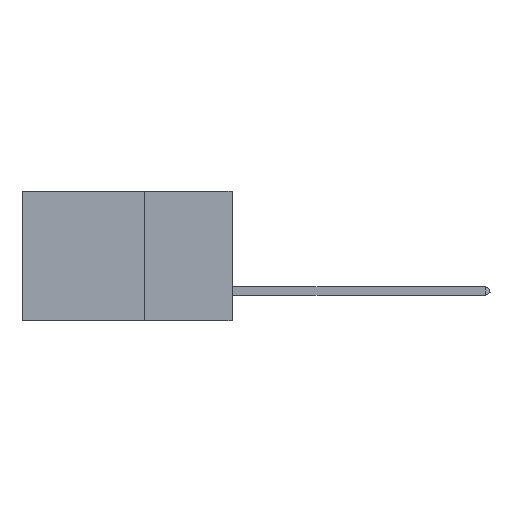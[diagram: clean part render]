
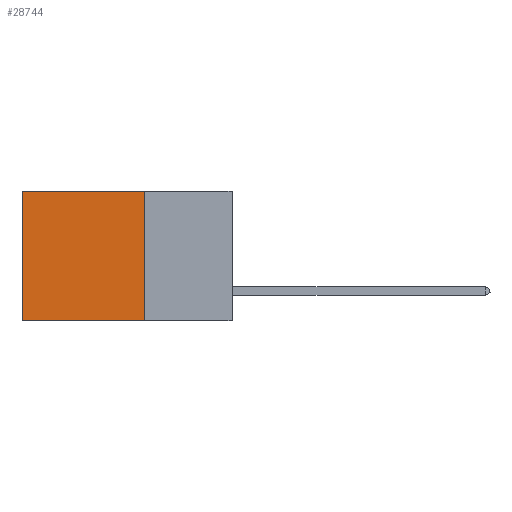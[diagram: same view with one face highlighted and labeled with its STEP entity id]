
A CAD part, left-side view. The second image highlights one B-rep face of the part: STEP entity #28744.
In plain terms, the highlighted planar face has unit normal (-1, 0, 0).
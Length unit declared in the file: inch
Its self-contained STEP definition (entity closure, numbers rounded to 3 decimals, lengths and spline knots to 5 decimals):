
#677 = AXIS2_PLACEMENT_3D ( 'NONE', #37139, #16925, #10829 ) ;
#697 = ORIENTED_EDGE ( 'NONE', *, *, #28174, .F. ) ;
#1684 = LINE ( 'NONE', #4533, #4102 ) ;
#4102 = VECTOR ( 'NONE', #13089, 39.37008 ) ;
#4533 = CARTESIAN_POINT ( 'NONE',  ( 0.2875, 0.25, 0. ) ) ;
#4997 = VECTOR ( 'NONE', #20259, 39.37008 ) ;
#5202 = VERTEX_POINT ( 'NONE', #7715 ) ;
#5870 = ORIENTED_EDGE ( 'NONE', *, *, #26241, .T. ) ;
#6118 = LINE ( 'NONE', #26492, #6793 ) ;
#6178 = LINE ( 'NONE', #11880, #4997 ) ;
#6793 = VECTOR ( 'NONE', #8977, 39.37008 ) ;
#7489 = CARTESIAN_POINT ( 'NONE',  ( 0.2875, 0.6, -0.37 ) ) ;
#7715 = CARTESIAN_POINT ( 'NONE',  ( 0.2875, 0.6, 0. ) ) ;
#8977 = DIRECTION ( 'NONE',  ( 0., 0., -1. ) ) ;
#10298 = VERTEX_POINT ( 'NONE', #7489 ) ;
#10829 = DIRECTION ( 'NONE',  ( 0., 0., -1. ) ) ;
#11880 = CARTESIAN_POINT ( 'NONE',  ( 0.2875, 0.25, -0.37 ) ) ;
#13089 = DIRECTION ( 'NONE',  ( 0., 1., 0. ) ) ;
#13177 = ORIENTED_EDGE ( 'NONE', *, *, #29715, .F. ) ;
#14915 = DIRECTION ( 'NONE',  ( 0., 0., -1. ) ) ;
#16925 = DIRECTION ( 'NONE',  ( 1., 0., 0. ) ) ;
#18201 = ORIENTED_EDGE ( 'NONE', *, *, #23451, .T. ) ;
#20259 = DIRECTION ( 'NONE',  ( 0., 1., 0. ) ) ;
#21111 = VERTEX_POINT ( 'NONE', #27251 ) ;
#22690 = CARTESIAN_POINT ( 'NONE',  ( 0.2875, 0.25, -0.37 ) ) ;
#23017 = FACE_OUTER_BOUND ( 'NONE', #30141, .T. ) ;
#23451 = EDGE_CURVE ( 'NONE', #5202, #10298, #31873, .T. ) ;
#23737 = VERTEX_POINT ( 'NONE', #22690 ) ;
#26241 = EDGE_CURVE ( 'NONE', #21111, #5202, #1684, .T. ) ;
#26492 = CARTESIAN_POINT ( 'NONE',  ( 0.2875, 0.25, 0. ) ) ;
#27251 = CARTESIAN_POINT ( 'NONE',  ( 0.2875, 0.25, 0. ) ) ;
#28174 = EDGE_CURVE ( 'NONE', #23737, #10298, #6178, .T. ) ;
#28235 = VECTOR ( 'NONE', #14915, 39.37008 ) ;
#28744 = ADVANCED_FACE ( 'NONE', ( #23017 ), #36955, .F. ) ;
#28830 = CARTESIAN_POINT ( 'NONE',  ( 0.2875, 0.6, 0. ) ) ;
#29715 = EDGE_CURVE ( 'NONE', #21111, #23737, #6118, .T. ) ;
#30141 = EDGE_LOOP ( 'NONE', ( #18201, #697, #13177, #5870 ) ) ;
#31873 = LINE ( 'NONE', #28830, #28235 ) ;
#36955 = PLANE ( 'NONE',  #677 ) ;
#37139 = CARTESIAN_POINT ( 'NONE',  ( 0.2875, 0.25, 0. ) ) ;
